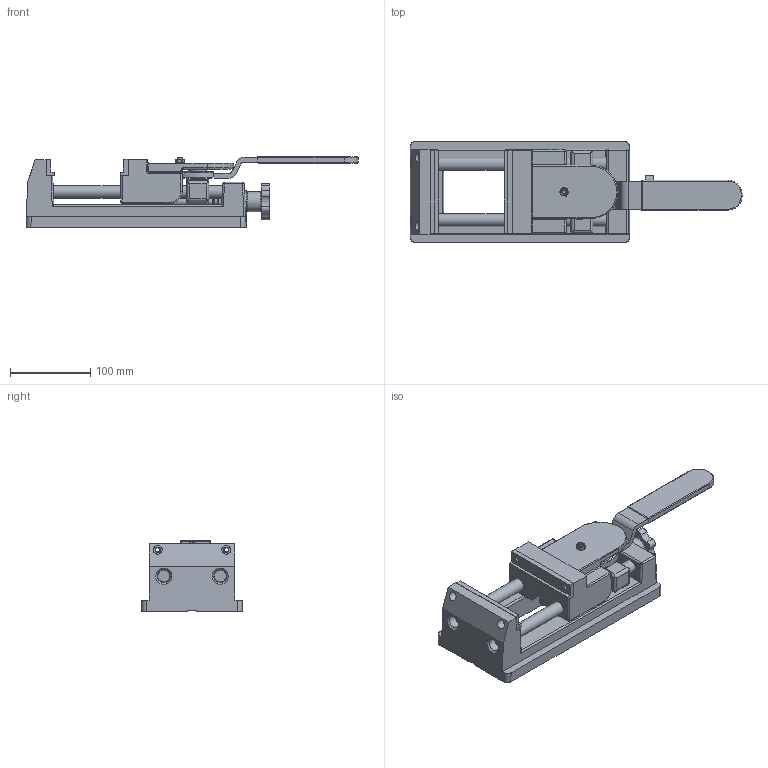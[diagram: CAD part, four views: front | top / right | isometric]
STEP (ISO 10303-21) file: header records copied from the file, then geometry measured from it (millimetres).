
FILE_DESCRIPTION(/* description */ (''),/* implementation_level */ '2;1');
FILE_NAME(/* name */ '38_103_Mordaza.stp',/* time_stamp */ '2013-07-30T13:57:29+02:00',/* author */ (''),/* organization */ (''),/* preprocessor_version */ 'ST-DEVELOPER v11',/* originating_system */ 'SIEMENS PLM Software NX 7.5',/* authorisation */ '');
FILE_SCHEMA (('AUTOMOTIVE_DESIGN { 1 0 10303 214 1 1 1 1 }'));
Length unit declared in the file: millimetre
Products named in the file (1): 38_103_Mordaza
Bounding box: 412.49 x 125 x 88 mm (x, y, z)
Volume: 1334871.5 mm3; surface area: 266972.3 mm2
Topology: 16 solids, 16 shells, 497 faces, 1226 edges, 747 vertices
Faces by surface type: cylinder 204, plane 176, cone 49, torus 32, sphere 20, bspline 16
Full cylindrical faces by diameter (mm): 3 x2, 4 x1, 5 x1, 5.188 x5, 5.795 x1, 5.9 x1, 6.5 x4, 8 x3, 8.782 x1, 9 x1, 9.732 x1, 10.2 x1, 11 x4, 12 x3, 12.25 x1, 12.5 x2, 15.9 x1, 16 x7, 16.1 x2, 16.188 x4, 19 x1, 22 x1, 25 x1, 35 x1
Entity records: 17960 total; most frequent: CARTESIAN_POINT 3510, DIRECTION 2430, ORIENTED_EDGE 2126, EDGE_CURVE 1063, AXIS2_PLACEMENT_3D 954, VERTEX_POINT 710, EDGE_LOOP 660, LINE 522
